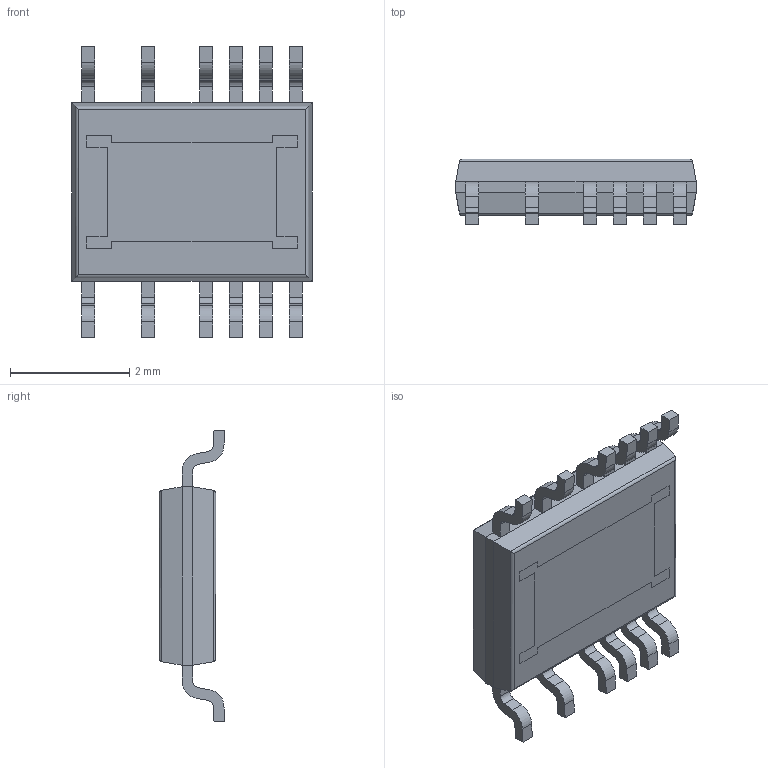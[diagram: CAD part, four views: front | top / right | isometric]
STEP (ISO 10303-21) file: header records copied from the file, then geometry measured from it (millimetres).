
FILE_DESCRIPTION (( 'STEP AP214' ), '1' );
FILE_NAME ('LT8361IMSE#PBF.STEP', '2018-09-24T20:58:24', ( '' ), ( '' ), 'SwSTEP 2.0', 'SolidWorks 2017', '' );
FILE_SCHEMA (( 'AUTOMOTIVE_DESIGN' ));
Length unit declared in the file: millimetre
Products named in the file (1): LT8361IMSE#PBF
Bounding box: 4.04 x 1.1 x 4.9 mm (x, y, z)
Volume: 11.7 mm3; surface area: 61.1 mm2
Topology: 14 solids, 14 shells, 236 faces, 602 edges, 396 vertices
Faces by surface type: plane 178, cylinder 58
Entity records: 7209 total; most frequent: CARTESIAN_POINT 1259, ORIENTED_EDGE 1204, DIRECTION 1168, EDGE_CURVE 602, VECTOR 494, LINE 494, VERTEX_POINT 396, AXIS2_PLACEMENT_3D 337
